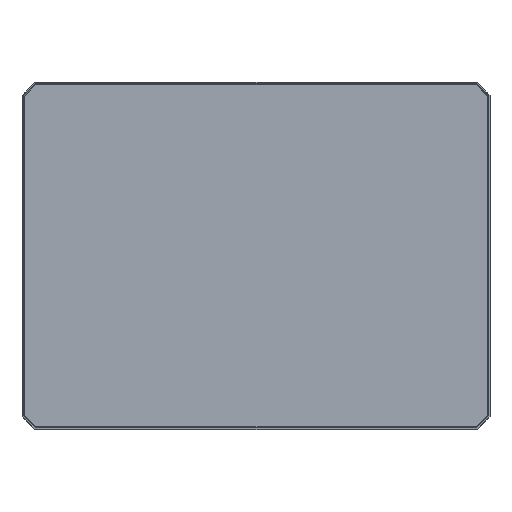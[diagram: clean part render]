
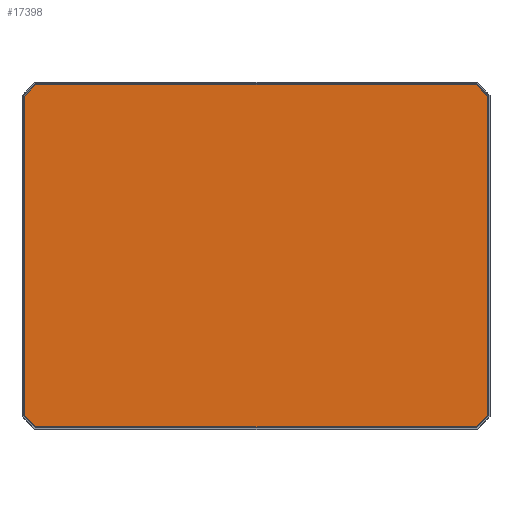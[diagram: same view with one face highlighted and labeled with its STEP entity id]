
A CAD part, top view. The second image highlights one B-rep face of the part: STEP entity #17398.
In plain terms, the highlighted planar face has unit normal (0, 0, 1).
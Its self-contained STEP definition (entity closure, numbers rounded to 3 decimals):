
#28=FACE_OUTER_BOUND('',#1031,.T.);
#1031=EDGE_LOOP('',(#11283,#11284,#11285,#11286,#11287,#11288,#11289,#11290));
#2047=LINE('',#23974,#4603);
#2048=LINE('',#23976,#4604);
#2049=LINE('',#23978,#4605);
#2050=LINE('',#23980,#4606);
#2051=LINE('',#23982,#4607);
#2052=LINE('',#23984,#4608);
#2053=LINE('',#23986,#4609);
#2054=LINE('',#23987,#4610);
#4603=VECTOR('',#19410,10.);
#4604=VECTOR('',#19411,10.);
#4605=VECTOR('',#19412,10.);
#4606=VECTOR('',#19413,10.);
#4607=VECTOR('',#19414,10.);
#4608=VECTOR('',#19415,10.);
#4609=VECTOR('',#19416,10.);
#4610=VECTOR('',#19417,10.);
#7159=VERTEX_POINT('',#23972);
#7160=VERTEX_POINT('',#23973);
#7161=VERTEX_POINT('',#23975);
#7162=VERTEX_POINT('',#23977);
#7163=VERTEX_POINT('',#23979);
#7164=VERTEX_POINT('',#23981);
#7165=VERTEX_POINT('',#23983);
#7166=VERTEX_POINT('',#23985);
#8727=EDGE_CURVE('',#7159,#7160,#2047,.T.);
#8728=EDGE_CURVE('',#7161,#7159,#2048,.T.);
#8729=EDGE_CURVE('',#7162,#7161,#2049,.T.);
#8730=EDGE_CURVE('',#7163,#7162,#2050,.T.);
#8731=EDGE_CURVE('',#7164,#7163,#2051,.T.);
#8732=EDGE_CURVE('',#7165,#7164,#2052,.T.);
#8733=EDGE_CURVE('',#7166,#7165,#2053,.T.);
#8734=EDGE_CURVE('',#7160,#7166,#2054,.T.);
#11283=ORIENTED_EDGE('',*,*,#8727,.F.);
#11284=ORIENTED_EDGE('',*,*,#8728,.F.);
#11285=ORIENTED_EDGE('',*,*,#8729,.F.);
#11286=ORIENTED_EDGE('',*,*,#8730,.F.);
#11287=ORIENTED_EDGE('',*,*,#8731,.F.);
#11288=ORIENTED_EDGE('',*,*,#8732,.F.);
#11289=ORIENTED_EDGE('',*,*,#8733,.F.);
#11290=ORIENTED_EDGE('',*,*,#8734,.F.);
#16395=PLANE('',#18403);
#17398=ADVANCED_FACE('',(#28),#16395,.T.);
#18403=AXIS2_PLACEMENT_3D('',#23971,#19408,#19409);
#19408=DIRECTION('center_axis',(0.,0.,1.));
#19409=DIRECTION('ref_axis',(1.,0.,0.));
#19410=DIRECTION('',(0.,-1.,0.));
#19411=DIRECTION('',(0.707,-0.707,0.));
#19412=DIRECTION('',(1.,0.,0.));
#19413=DIRECTION('',(0.707,0.707,0.));
#19414=DIRECTION('',(0.,1.,0.));
#19415=DIRECTION('',(-0.707,0.707,0.));
#19416=DIRECTION('',(-1.,0.,0.));
#19417=DIRECTION('',(-0.707,-0.707,0.));
#23971=CARTESIAN_POINT('Origin',(75.,50.,90.6));
#23972=CARTESIAN_POINT('',(170.5,115.814,90.6));
#23973=CARTESIAN_POINT('',(170.5,-15.814,90.6));
#23974=CARTESIAN_POINT('',(170.5,16.886,90.6));
#23975=CARTESIAN_POINT('',(165.814,120.5,90.6));
#23976=CARTESIAN_POINT('',(163.225,123.089,90.6));
#23977=CARTESIAN_POINT('',(-15.814,120.5,90.6));
#23978=CARTESIAN_POINT('',(120.614,120.5,90.6));
#23979=CARTESIAN_POINT('',(-20.5,115.814,90.6));
#23980=CARTESIAN_POINT('',(-10.589,125.725,90.6));
#23981=CARTESIAN_POINT('',(-20.5,-15.814,90.6));
#23982=CARTESIAN_POINT('',(-20.5,83.114,90.6));
#23983=CARTESIAN_POINT('',(-15.814,-20.5,90.6));
#23984=CARTESIAN_POINT('',(-13.225,-23.089,90.6));
#23985=CARTESIAN_POINT('',(165.814,-20.5,90.6));
#23986=CARTESIAN_POINT('',(29.386,-20.5,90.6));
#23987=CARTESIAN_POINT('',(160.589,-25.725,90.6));
